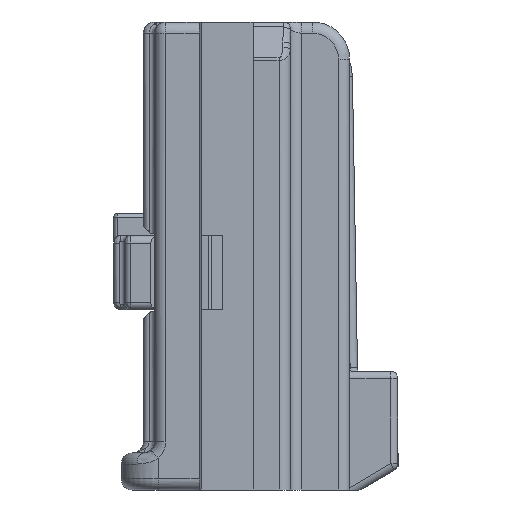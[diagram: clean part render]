
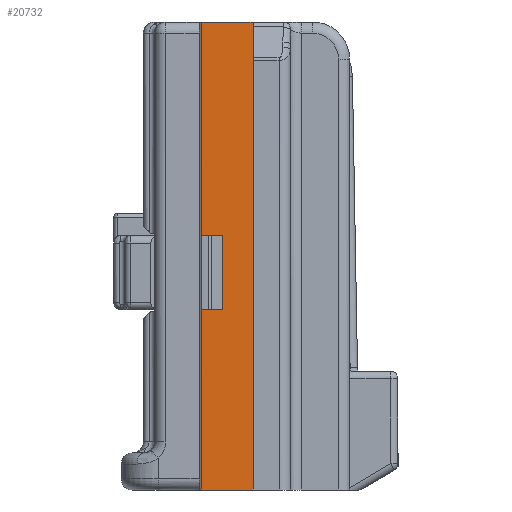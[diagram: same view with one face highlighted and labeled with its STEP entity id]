
A CAD part, left-side view. The second image highlights one B-rep face of the part: STEP entity #20732.
In plain terms, the highlighted planar face has unit normal (-1, 0, 0).
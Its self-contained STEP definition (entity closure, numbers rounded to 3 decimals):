
#823=DIRECTION('',(0.,1.,0.));
#824=VECTOR('',#823,1.393);
#825=CARTESIAN_POINT('',(-15.3,-0.15,12.6));
#826=LINE('',#825,#824);
#2522=DIRECTION('',(0.,1.,0.));
#2523=VECTOR('',#2522,0.56);
#2524=CARTESIAN_POINT('',(-15.3,0.659,4.85));
#2525=LINE('',#2524,#2523);
#2544=DIRECTION('',(0.,1.,0.));
#2545=VECTOR('',#2544,0.628);
#2546=CARTESIAN_POINT('',(-15.3,1.436,4.85));
#2547=LINE('',#2546,#2545);
#2576=DIRECTION('',(0.,1.,0.));
#2577=VECTOR('',#2576,0.15);
#2578=CARTESIAN_POINT('',(-15.3,2.35,4.85));
#2579=LINE('',#2578,#2577);
#3378=CARTESIAN_POINT('',(-15.3,1.243,4.8));
#3426=DIRECTION('',(0.,1.,0.));
#3427=VECTOR('',#3426,1.257);
#3428=CARTESIAN_POINT('',(-15.3,1.243,4.8));
#3429=LINE('',#3428,#3427);
#3430=DIRECTION('',(0.,0.,-1.));
#3431=VECTOR('',#3430,0.05);
#3432=CARTESIAN_POINT('',(-15.3,2.5,4.85));
#3433=LINE('',#3432,#3431);
#3434=DIRECTION('',(0.,0.,1.));
#3435=VECTOR('',#3434,2.);
#3436=CARTESIAN_POINT('',(-15.3,2.35,4.85));
#3437=LINE('',#3436,#3435);
#3438=DIRECTION('',(0.,0.,-1.));
#3439=VECTOR('',#3438,0.05);
#3440=CARTESIAN_POINT('',(-15.3,2.5,6.9));
#3441=LINE('',#3440,#3439);
#3442=DIRECTION('',(0.,-1.,0.));
#3443=VECTOR('',#3442,1.257);
#3444=CARTESIAN_POINT('',(-15.3,2.5,6.9));
#3445=LINE('',#3444,#3443);
#3446=DIRECTION('',(0.,0.,1.));
#3447=VECTOR('',#3446,5.7);
#3448=CARTESIAN_POINT('',(-15.3,1.243,6.9));
#3449=LINE('',#3448,#3447);
#3450=DIRECTION('',(0.,0.,-1.));
#3451=VECTOR('',#3450,0.059);
#3452=CARTESIAN_POINT('',(-15.3,-0.15,12.6));
#3453=LINE('',#3452,#3451);
#3454=DIRECTION('',(0.,0.,-1.));
#3455=VECTOR('',#3454,12.541);
#3456=CARTESIAN_POINT('',(-15.3,-0.15,12.541));
#3457=LINE('',#3456,#3455);
#3458=DIRECTION('',(0.,1.,0.));
#3459=VECTOR('',#3458,1.393);
#3460=CARTESIAN_POINT('',(-15.3,-0.15,0.));
#3461=LINE('',#3460,#3459);
#3462=DIRECTION('',(0.,1.,0.));
#3463=VECTOR('',#3462,0.56);
#3464=CARTESIAN_POINT('',(-15.3,0.659,6.85));
#3465=LINE('',#3464,#3463);
#3488=DIRECTION('',(0.,1.,0.));
#3489=VECTOR('',#3488,0.628);
#3490=CARTESIAN_POINT('',(-15.3,1.436,6.85));
#3491=LINE('',#3490,#3489);
#3520=DIRECTION('',(0.,1.,0.));
#3521=VECTOR('',#3520,0.15);
#3522=CARTESIAN_POINT('',(-15.3,2.35,6.85));
#3523=LINE('',#3522,#3521);
#3537=DIRECTION('',(0.,0.,-1.));
#3538=VECTOR('',#3537,2.);
#3539=CARTESIAN_POINT('',(-15.3,0.659,6.85));
#3540=LINE('',#3539,#3538);
#3561=DIRECTION('',(0.,0.,1.));
#3562=VECTOR('',#3561,2.);
#3563=CARTESIAN_POINT('',(-15.3,1.219,4.85));
#3564=LINE('',#3563,#3562);
#3569=DIRECTION('',(0.,0.,-1.));
#3570=VECTOR('',#3569,2.);
#3571=CARTESIAN_POINT('',(-15.3,1.436,6.85));
#3572=LINE('',#3571,#3570);
#3581=DIRECTION('',(0.,0.,1.));
#3582=VECTOR('',#3581,2.);
#3583=CARTESIAN_POINT('',(-15.3,2.064,4.85));
#3584=LINE('',#3583,#3582);
#4787=CARTESIAN_POINT('',(-15.3,1.243,6.9));
#4870=DIRECTION('',(0.,0.,-1.));
#4871=VECTOR('',#4870,4.8);
#4872=CARTESIAN_POINT('',(-15.3,1.243,4.8));
#4873=LINE('',#4872,#4871);
#12240=CARTESIAN_POINT('',(-15.3,1.243,0.));
#12241=VERTEX_POINT('',#12240);
#12242=CARTESIAN_POINT('',(-15.3,-0.15,0.));
#12243=VERTEX_POINT('',#12242);
#12742=CARTESIAN_POINT('',(-15.3,-0.15,12.6));
#12743=VERTEX_POINT('',#12742);
#12744=CARTESIAN_POINT('',(-15.3,1.243,12.6));
#12745=VERTEX_POINT('',#12744);
#13553=CARTESIAN_POINT('',(-15.3,-0.15,12.541));
#13554=VERTEX_POINT('',#13553);
#15205=CARTESIAN_POINT('',(-15.3,0.659,4.85));
#15206=CARTESIAN_POINT('',(-15.3,1.219,4.85));
#15207=VERTEX_POINT('',#15205);
#15208=VERTEX_POINT('',#15206);
#15209=CARTESIAN_POINT('',(-15.3,1.436,4.85));
#15210=CARTESIAN_POINT('',(-15.3,2.064,4.85));
#15211=VERTEX_POINT('',#15209);
#15212=VERTEX_POINT('',#15210);
#15221=CARTESIAN_POINT('',(-15.3,0.659,6.85));
#15222=CARTESIAN_POINT('',(-15.3,1.219,6.85));
#15223=VERTEX_POINT('',#15221);
#15224=VERTEX_POINT('',#15222);
#15225=CARTESIAN_POINT('',(-15.3,1.436,6.85));
#15226=CARTESIAN_POINT('',(-15.3,2.064,6.85));
#15227=VERTEX_POINT('',#15225);
#15228=VERTEX_POINT('',#15226);
#15241=VERTEX_POINT('',#4787);
#15242=VERTEX_POINT('',#3378);
#15317=CARTESIAN_POINT('',(-15.3,2.35,4.85));
#15318=CARTESIAN_POINT('',(-15.3,2.5,4.85));
#15319=VERTEX_POINT('',#15317);
#15320=VERTEX_POINT('',#15318);
#15329=CARTESIAN_POINT('',(-15.3,2.35,6.85));
#15330=CARTESIAN_POINT('',(-15.3,2.5,6.85));
#15331=VERTEX_POINT('',#15329);
#15332=VERTEX_POINT('',#15330);
#15341=CARTESIAN_POINT('',(-15.3,2.5,6.9));
#15342=VERTEX_POINT('',#15341);
#15343=CARTESIAN_POINT('',(-15.3,2.5,4.8));
#15344=VERTEX_POINT('',#15343);
#20687=CARTESIAN_POINT('',(-15.3,-0.15,12.6));
#20688=DIRECTION('',(1.,0.,0.));
#20689=DIRECTION('',(0.,1.,0.));
#20690=AXIS2_PLACEMENT_3D('',#20687,#20688,#20689);
#20691=PLANE('',#20690);
#20692=ORIENTED_EDGE('',*,*,#20641,.T.);
#20693=ORIENTED_EDGE('',*,*,#19483,.F.);
#20694=ORIENTED_EDGE('',*,*,#19234,.F.);
#20696=ORIENTED_EDGE('',*,*,#20695,.T.);
#20698=ORIENTED_EDGE('',*,*,#20697,.T.);
#20699=ORIENTED_EDGE('',*,*,#19491,.F.);
#20701=ORIENTED_EDGE('',*,*,#20700,.T.);
#20703=ORIENTED_EDGE('',*,*,#20702,.T.);
#20704=ORIENTED_EDGE('',*,*,#16561,.F.);
#20706=ORIENTED_EDGE('',*,*,#20705,.T.);
#20708=ORIENTED_EDGE('',*,*,#20707,.T.);
#20709=ORIENTED_EDGE('',*,*,#16200,.T.);
#20711=ORIENTED_EDGE('',*,*,#20710,.F.);
#20712=EDGE_LOOP('',(#20692,#20693,#20694,#20696,#20698,#20699,#20701,#20703,
#20704,#20706,#20708,#20709,#20711));
#20713=FACE_OUTER_BOUND('',#20712,.F.);
#20714=ORIENTED_EDGE('',*,*,#19212,.F.);
#20716=ORIENTED_EDGE('',*,*,#20715,.F.);
#20718=ORIENTED_EDGE('',*,*,#20717,.T.);
#20720=ORIENTED_EDGE('',*,*,#20719,.F.);
#20721=EDGE_LOOP('',(#20714,#20716,#20718,#20720));
#20722=FACE_BOUND('',#20721,.F.);
#20724=ORIENTED_EDGE('',*,*,#20723,.T.);
#20726=ORIENTED_EDGE('',*,*,#20725,.F.);
#20727=ORIENTED_EDGE('',*,*,#19192,.F.);
#20729=ORIENTED_EDGE('',*,*,#20728,.F.);
#20730=EDGE_LOOP('',(#20724,#20726,#20727,#20729));
#20731=FACE_BOUND('',#20730,.F.);
#20732=ADVANCED_FACE('',(#20713,#20722,#20731),#20691,.F.);
#16200=EDGE_CURVE('',#12243,#12241,#3461,.T.);
#16561=EDGE_CURVE('',#12743,#12745,#826,.T.);
#19192=EDGE_CURVE('',#15207,#15208,#2525,.T.);
#19212=EDGE_CURVE('',#15211,#15212,#2547,.T.);
#19234=EDGE_CURVE('',#15319,#15320,#2579,.T.);
#19483=EDGE_CURVE('',#15320,#15344,#3433,.T.);
#19491=EDGE_CURVE('',#15342,#15332,#3441,.T.);
#20641=EDGE_CURVE('',#15242,#15344,#3429,.T.);
#20695=EDGE_CURVE('',#15319,#15331,#3437,.T.);
#20697=EDGE_CURVE('',#15331,#15332,#3523,.T.);
#20700=EDGE_CURVE('',#15342,#15241,#3445,.T.);
#20702=EDGE_CURVE('',#15241,#12745,#3449,.T.);
#20705=EDGE_CURVE('',#12743,#13554,#3453,.T.);
#20707=EDGE_CURVE('',#13554,#12243,#3457,.T.);
#20710=EDGE_CURVE('',#15242,#12241,#4873,.T.);
#20715=EDGE_CURVE('',#15227,#15211,#3572,.T.);
#20717=EDGE_CURVE('',#15227,#15228,#3491,.T.);
#20719=EDGE_CURVE('',#15212,#15228,#3584,.T.);
#20723=EDGE_CURVE('',#15223,#15224,#3465,.T.);
#20725=EDGE_CURVE('',#15208,#15224,#3564,.T.);
#20728=EDGE_CURVE('',#15223,#15207,#3540,.T.);
